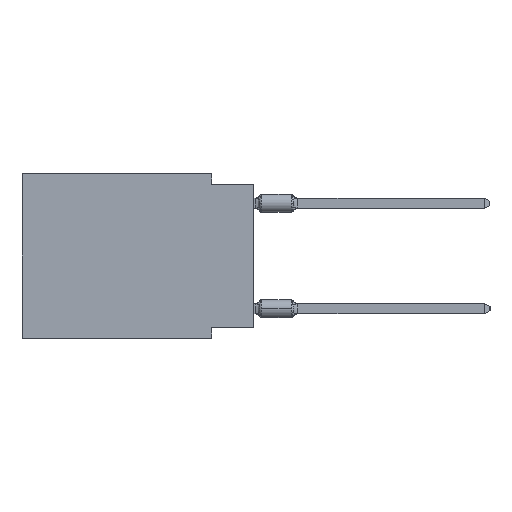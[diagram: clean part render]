
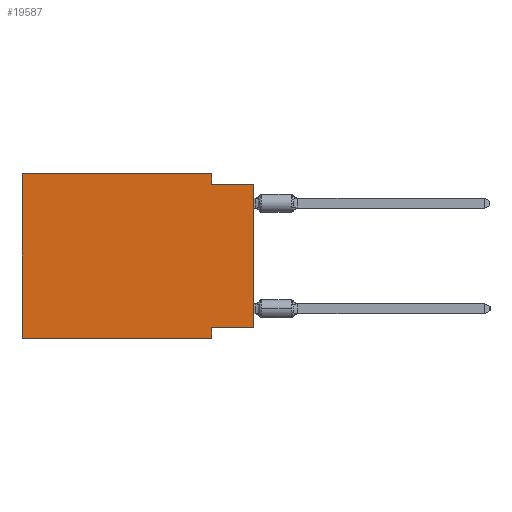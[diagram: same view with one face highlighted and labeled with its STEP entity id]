
A CAD part, left-side view. The second image highlights one B-rep face of the part: STEP entity #19587.
In plain terms, the highlighted planar face has unit normal (-1, 0, 0).
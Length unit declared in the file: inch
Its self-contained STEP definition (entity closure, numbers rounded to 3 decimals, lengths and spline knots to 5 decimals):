
#728 = ORIENTED_EDGE ( 'NONE', *, *, #18712, .T. ) ;
#1143 = VECTOR ( 'NONE', #41927, 39.37008 ) ;
#1943 = EDGE_LOOP ( 'NONE', ( #18691, #34001, #20027, #53486, #49424, #728, #8833, #12261 ) ) ;
#3977 = CARTESIAN_POINT ( 'NONE',  ( 0., 0., -0.025 ) ) ;
#8833 = ORIENTED_EDGE ( 'NONE', *, *, #21781, .F. ) ;
#12023 = LINE ( 'NONE', #61563, #60953 ) ;
#12261 = ORIENTED_EDGE ( 'NONE', *, *, #44917, .F. ) ;
#13705 = PLANE ( 'NONE',  #18921 ) ;
#14864 = LINE ( 'NONE', #28997, #47527 ) ;
#16532 = CARTESIAN_POINT ( 'NONE',  ( 0., 0.1, -0.39 ) ) ;
#18511 = DIRECTION ( 'NONE',  ( 0., 0., 1. ) ) ;
#18691 = ORIENTED_EDGE ( 'NONE', *, *, #22239, .T. ) ;
#18712 = EDGE_CURVE ( 'NONE', #53919, #58180, #12023, .T. ) ;
#18921 = AXIS2_PLACEMENT_3D ( 'NONE', #28489, #43268, #24191 ) ;
#19450 = CARTESIAN_POINT ( 'NONE',  ( 0., 0.55, 0. ) ) ;
#19587 = ADVANCED_FACE ( 'NONE', ( #27849 ), #13705, .F. ) ;
#20027 = ORIENTED_EDGE ( 'NONE', *, *, #28913, .F. ) ;
#21596 = VECTOR ( 'NONE', #26392, 39.37008 ) ;
#21781 = EDGE_CURVE ( 'NONE', #24962, #58180, #46418, .T. ) ;
#21897 = CARTESIAN_POINT ( 'NONE',  ( 0., 0.1, 0. ) ) ;
#22239 = EDGE_CURVE ( 'NONE', #29773, #54152, #53094, .T. ) ;
#24191 = DIRECTION ( 'NONE',  ( 0., 0., -1. ) ) ;
#24962 = VERTEX_POINT ( 'NONE', #33957 ) ;
#26392 = DIRECTION ( 'NONE',  ( 0., 0., -1. ) ) ;
#26724 = VECTOR ( 'NONE', #18511, 39.37008 ) ;
#27058 = CARTESIAN_POINT ( 'NONE',  ( 0., 0.1, -0.39 ) ) ;
#27849 = FACE_OUTER_BOUND ( 'NONE', #1943, .T. ) ;
#28489 = CARTESIAN_POINT ( 'NONE',  ( 0., 0.55, 0. ) ) ;
#28913 = EDGE_CURVE ( 'NONE', #55511, #57306, #57962, .T. ) ;
#28997 = CARTESIAN_POINT ( 'NONE',  ( 0., 0., -0.025 ) ) ;
#29773 = VERTEX_POINT ( 'NONE', #56853 ) ;
#32167 = VECTOR ( 'NONE', #59503, 39.37008 ) ;
#33580 = CARTESIAN_POINT ( 'NONE',  ( 0., 0.55, 0. ) ) ;
#33957 = CARTESIAN_POINT ( 'NONE',  ( 0., 0.1, -0.365 ) ) ;
#34001 = ORIENTED_EDGE ( 'NONE', *, *, #41371, .F. ) ;
#34428 = EDGE_CURVE ( 'NONE', #53919, #61075, #63477, .T. ) ;
#39505 = CARTESIAN_POINT ( 'NONE',  ( 0., 0., -0.365 ) ) ;
#41371 = EDGE_CURVE ( 'NONE', #57306, #54152, #14864, .T. ) ;
#41388 = EDGE_CURVE ( 'NONE', #61075, #55511, #64417, .T. ) ;
#41612 = VECTOR ( 'NONE', #63906, 39.37008 ) ;
#41927 = DIRECTION ( 'NONE',  ( 0., 0., -1. ) ) ;
#41982 = CARTESIAN_POINT ( 'NONE',  ( 0., 0.1, -0.025 ) ) ;
#43268 = DIRECTION ( 'NONE',  ( 1., 0., 0. ) ) ;
#44917 = EDGE_CURVE ( 'NONE', #29773, #24962, #58538, .T. ) ;
#46418 = LINE ( 'NONE', #16532, #21596 ) ;
#46484 = DIRECTION ( 'NONE',  ( 0., -1., 0. ) ) ;
#47527 = VECTOR ( 'NONE', #49003, 39.37008 ) ;
#49003 = DIRECTION ( 'NONE',  ( 0., -1., 0. ) ) ;
#49424 = ORIENTED_EDGE ( 'NONE', *, *, #34428, .F. ) ;
#53094 = LINE ( 'NONE', #53419, #41612 ) ;
#53419 = CARTESIAN_POINT ( 'NONE',  ( 0., 0., 0. ) ) ;
#53486 = ORIENTED_EDGE ( 'NONE', *, *, #41388, .F. ) ;
#53919 = VERTEX_POINT ( 'NONE', #55189 ) ;
#54152 = VERTEX_POINT ( 'NONE', #3977 ) ;
#55189 = CARTESIAN_POINT ( 'NONE',  ( 0., 0.55, -0.39 ) ) ;
#55511 = VERTEX_POINT ( 'NONE', #60049 ) ;
#55896 = VECTOR ( 'NONE', #56186, 39.37008 ) ;
#56186 = DIRECTION ( 'NONE',  ( 0., -1., 0. ) ) ;
#56853 = CARTESIAN_POINT ( 'NONE',  ( 0., 0., -0.365 ) ) ;
#57306 = VERTEX_POINT ( 'NONE', #41982 ) ;
#57962 = LINE ( 'NONE', #21897, #1143 ) ;
#58180 = VERTEX_POINT ( 'NONE', #27058 ) ;
#58538 = LINE ( 'NONE', #39505, #32167 ) ;
#59503 = DIRECTION ( 'NONE',  ( 0., 1., 0. ) ) ;
#60049 = CARTESIAN_POINT ( 'NONE',  ( 0., 0.1, 0. ) ) ;
#60953 = VECTOR ( 'NONE', #46484, 39.37008 ) ;
#61075 = VERTEX_POINT ( 'NONE', #33580 ) ;
#61563 = CARTESIAN_POINT ( 'NONE',  ( 0., 0.55, -0.39 ) ) ;
#62835 = CARTESIAN_POINT ( 'NONE',  ( 0., 0.55, 0. ) ) ;
#63477 = LINE ( 'NONE', #62835, #26724 ) ;
#63906 = DIRECTION ( 'NONE',  ( 0., 0., 1. ) ) ;
#64417 = LINE ( 'NONE', #19450, #55896 ) ;
